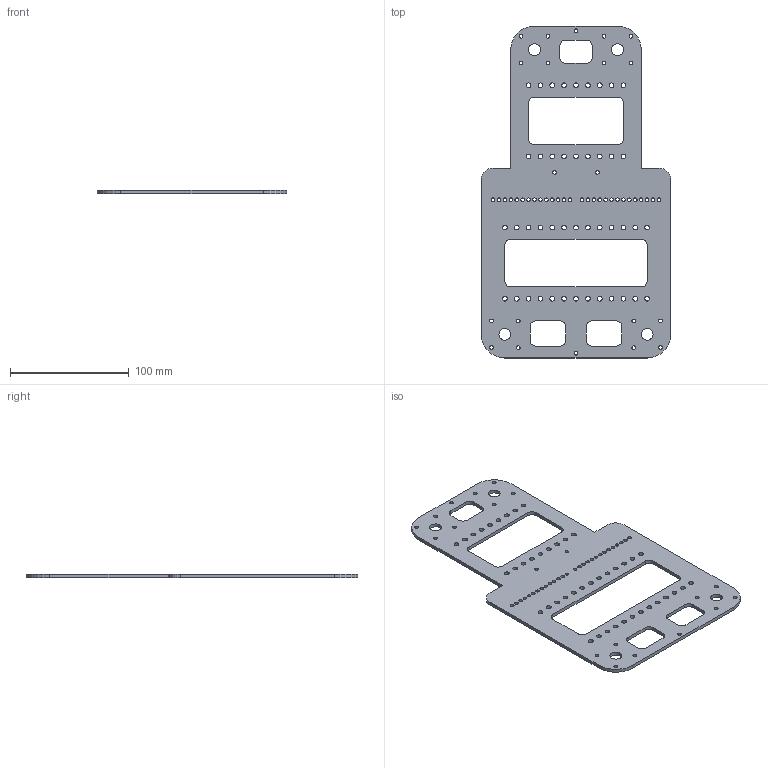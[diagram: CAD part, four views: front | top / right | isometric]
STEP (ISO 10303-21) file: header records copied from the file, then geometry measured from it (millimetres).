
FILE_DESCRIPTION (( 'STEP AP203' ), '1' );
FILE_NAME ('菁攫隅弇樓唑境x1.STEP', '2024-11-05T11:11:54', ( '' ), ( '' ), 'SwSTEP 2.0', 'SolidWorks 2020', '' );
FILE_SCHEMA (( 'CONFIG_CONTROL_DESIGN' ));
Length unit declared in the file: millimetre
Products named in the file (1): 菁攫隅弇樓唑境x1
Bounding box: 160 x 280 x 3 mm (x, y, z)
Volume: 82495.4 mm3; surface area: 63363.5 mm2
Topology: 1 solids, 1 shells, 248 faces, 738 edges, 492 vertices
Faces by surface type: cylinder 218, plane 30
Entity records: 9059 total; most frequent: DIRECTION 1672, CARTESIAN_POINT 1479, ORIENTED_EDGE 1476, EDGE_CURVE 738, AXIS2_PLACEMENT_3D 685, VERTEX_POINT 492, EDGE_LOOP 450, CIRCLE 436
